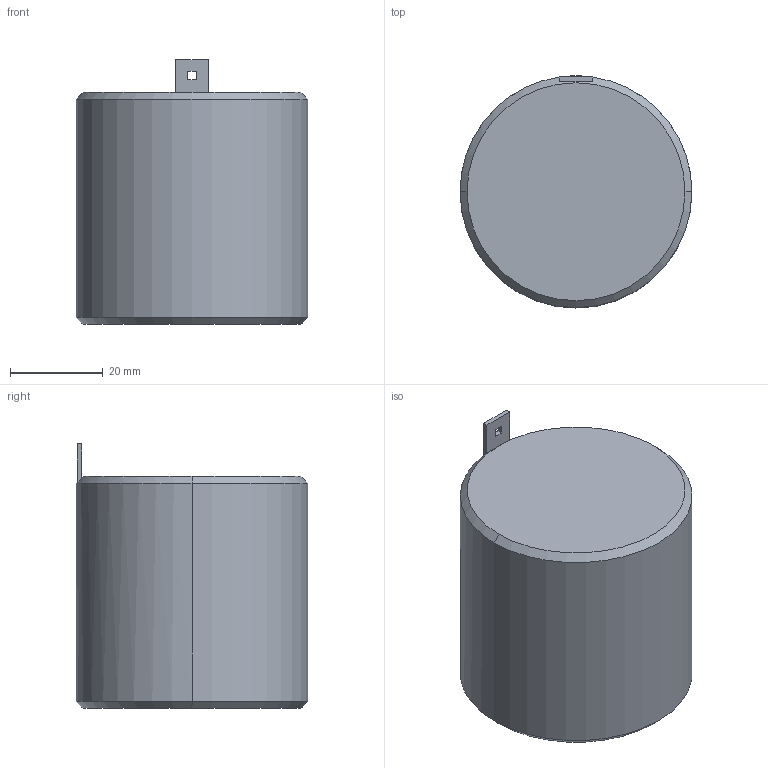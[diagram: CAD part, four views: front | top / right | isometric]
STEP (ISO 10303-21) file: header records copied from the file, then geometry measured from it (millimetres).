
FILE_DESCRIPTION (( 'STEP AP214' ), '1' );
FILE_NAME ('Cuboro_R.STEP', '2022-02-24T19:26:55', ( '' ), ( '' ), 'SwSTEP 2.0', 'SolidWorks 2019', '' );
FILE_SCHEMA (( 'AUTOMOTIVE_DESIGN' ));
Length unit declared in the file: millimetre
Products named in the file (1): Cuboro_R
Bounding box: 50 x 50 x 57 mm (x, y, z)
Volume: 97880 mm3; surface area: 11622.6 mm2
Topology: 1 solids, 1 shells, 18 faces, 40 edges, 24 vertices
Faces by surface type: plane 11, cone 5, cylinder 2
Entity records: 546 total; most frequent: CARTESIAN_POINT 109, DIRECTION 84, ORIENTED_EDGE 80, EDGE_CURVE 40, AXIS2_PLACEMENT_3D 29, VECTOR 26, LINE 26, VERTEX_POINT 24
